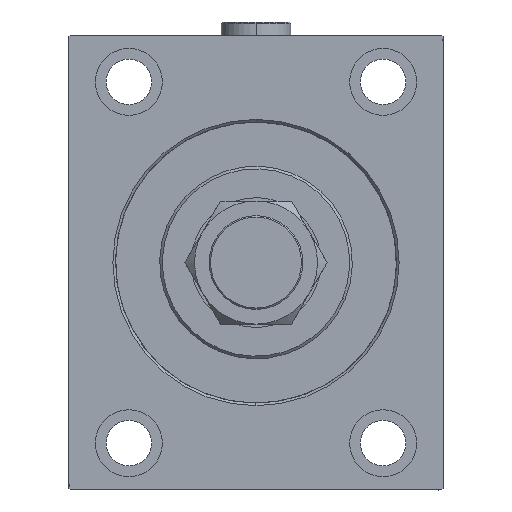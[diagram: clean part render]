
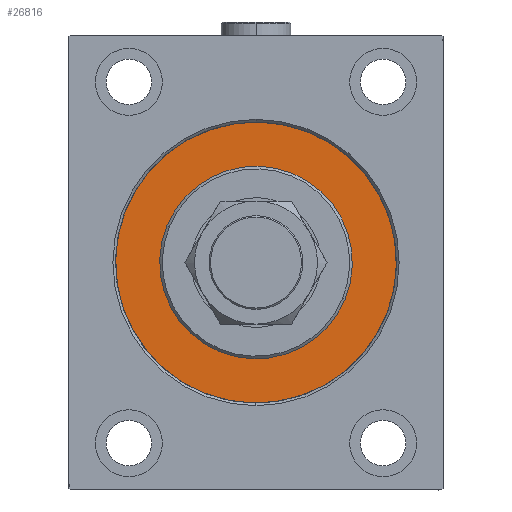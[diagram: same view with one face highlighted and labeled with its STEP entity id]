
A CAD part, left-side view. The second image highlights one B-rep face of the part: STEP entity #26816.
In plain terms, the highlighted face is planar.
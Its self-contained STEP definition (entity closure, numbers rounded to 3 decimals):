
#448 = CIRCLE ( 'NONE', #40003, 36. ) ;
#871 = DIRECTION ( 'NONE',  ( -1., 0., 0. ) ) ;
#1160 = DIRECTION ( 'NONE',  ( -1., 0., 0. ) ) ;
#1704 = CARTESIAN_POINT ( 'NONE',  ( 0., 0., 0. ) ) ;
#2142 = PLANE ( 'NONE',  #8663 ) ;
#2601 = FACE_OUTER_BOUND ( 'NONE', #15564, .T. ) ;
#3230 = AXIS2_PLACEMENT_3D ( 'NONE', #12598, #1160, #11888 ) ;
#5817 = VERTEX_POINT ( 'NONE', #33143 ) ;
#8663 = AXIS2_PLACEMENT_3D ( 'NONE', #16678, #17134, #31220 ) ;
#9705 = DIRECTION ( 'NONE',  ( 1., 0., 0. ) ) ;
#11888 = DIRECTION ( 'NONE',  ( 0., 0., 1. ) ) ;
#12541 = DIRECTION ( 'NONE',  ( 0., 0., 1. ) ) ;
#12598 = CARTESIAN_POINT ( 'NONE',  ( 0., 0., 0. ) ) ;
#13831 = EDGE_CURVE ( 'NONE', #40054, #32819, #44932, .T. ) ;
#14662 = CIRCLE ( 'NONE', #20754, 52.5 ) ;
#15564 = EDGE_LOOP ( 'NONE', ( #37957, #46977 ) ) ;
#16245 = DIRECTION ( 'NONE',  ( 1., 0., 0. ) ) ;
#16678 = CARTESIAN_POINT ( 'NONE',  ( 0., 0., 0. ) ) ;
#17134 = DIRECTION ( 'NONE',  ( -1., 0., 0. ) ) ;
#17417 = CARTESIAN_POINT ( 'NONE',  ( 0., 0., 36. ) ) ;
#18477 = CIRCLE ( 'NONE', #3230, 52.5 ) ;
#19093 = EDGE_CURVE ( 'NONE', #5817, #34769, #18477, .T. ) ;
#19436 = CARTESIAN_POINT ( 'NONE',  ( 0., 0., 0. ) ) ;
#19507 = EDGE_CURVE ( 'NONE', #34769, #5817, #14662, .T. ) ;
#20319 = EDGE_LOOP ( 'NONE', ( #41333, #20581 ) ) ;
#20581 = ORIENTED_EDGE ( 'NONE', *, *, #31301, .F. ) ;
#20754 = AXIS2_PLACEMENT_3D ( 'NONE', #19436, #871, #12541 ) ;
#23303 = CARTESIAN_POINT ( 'NONE',  ( 0., 0., 0. ) ) ;
#26553 = CARTESIAN_POINT ( 'NONE',  ( 0., 0., -52.5 ) ) ;
#26816 = ADVANCED_FACE ( 'NONE', ( #35259, #2601 ), #2142, .F. ) ;
#27214 = DIRECTION ( 'NONE',  ( 0., 0., -1. ) ) ;
#27604 = DIRECTION ( 'NONE',  ( 0., 0., -1. ) ) ;
#31220 = DIRECTION ( 'NONE',  ( 0., 0., 1. ) ) ;
#31301 = EDGE_CURVE ( 'NONE', #32819, #40054, #448, .T. ) ;
#32772 = AXIS2_PLACEMENT_3D ( 'NONE', #23303, #9705, #27604 ) ;
#32819 = VERTEX_POINT ( 'NONE', #38480 ) ;
#33143 = CARTESIAN_POINT ( 'NONE',  ( 0., 0., 52.5 ) ) ;
#34769 = VERTEX_POINT ( 'NONE', #26553 ) ;
#35259 = FACE_BOUND ( 'NONE', #20319, .T. ) ;
#37957 = ORIENTED_EDGE ( 'NONE', *, *, #19507, .F. ) ;
#38480 = CARTESIAN_POINT ( 'NONE',  ( 0., 0., -36. ) ) ;
#40003 = AXIS2_PLACEMENT_3D ( 'NONE', #1704, #16245, #27214 ) ;
#40054 = VERTEX_POINT ( 'NONE', #17417 ) ;
#41333 = ORIENTED_EDGE ( 'NONE', *, *, #13831, .F. ) ;
#44932 = CIRCLE ( 'NONE', #32772, 36. ) ;
#46977 = ORIENTED_EDGE ( 'NONE', *, *, #19093, .F. ) ;
